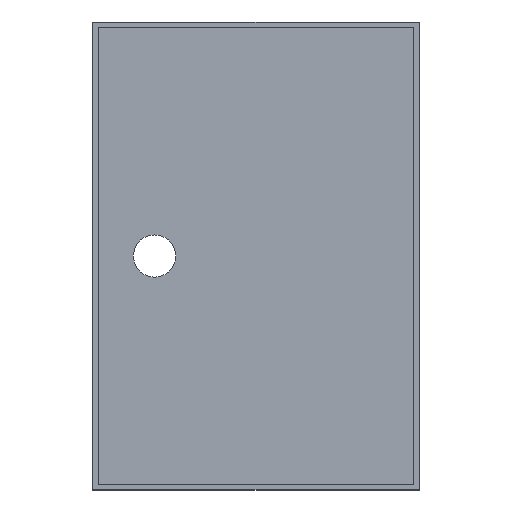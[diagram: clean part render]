
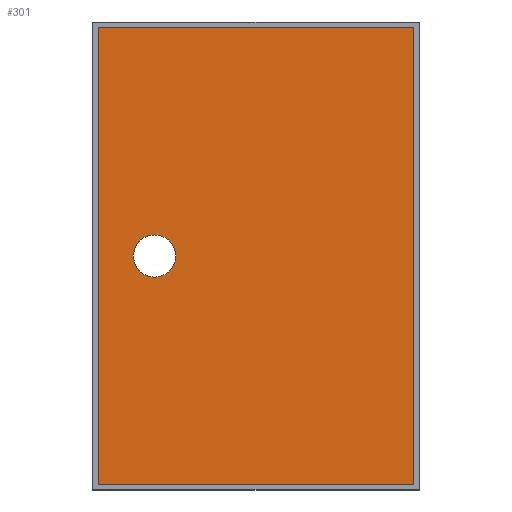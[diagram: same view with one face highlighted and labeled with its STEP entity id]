
A CAD part, top view. The second image highlights one B-rep face of the part: STEP entity #301.
In plain terms, the highlighted planar face has unit normal (0, 0, 1).
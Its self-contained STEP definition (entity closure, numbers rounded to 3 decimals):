
#15=FACE_BOUND('',#59,.T.);
#26=PLANE('',#341);
#42=FACE_OUTER_BOUND('',#58,.T.);
#58=EDGE_LOOP('',(#233,#234,#235,#236));
#59=EDGE_LOOP('',(#237));
#85=LINE('',#469,#114);
#86=LINE('',#471,#115);
#87=LINE('',#473,#116);
#88=LINE('',#474,#117);
#114=VECTOR('',#391,10.);
#115=VECTOR('',#392,10.);
#116=VECTOR('',#393,10.);
#117=VECTOR('',#394,10.);
#138=CIRCLE('',#327,7.5);
#148=VERTEX_POINT('',#437);
#158=VERTEX_POINT('',#467);
#159=VERTEX_POINT('',#468);
#160=VERTEX_POINT('',#470);
#161=VERTEX_POINT('',#472);
#174=EDGE_CURVE('',#148,#148,#138,.T.);
#189=EDGE_CURVE('',#158,#159,#85,.T.);
#190=EDGE_CURVE('',#160,#158,#86,.T.);
#191=EDGE_CURVE('',#161,#160,#87,.T.);
#192=EDGE_CURVE('',#159,#161,#88,.T.);
#233=ORIENTED_EDGE('',*,*,#189,.F.);
#234=ORIENTED_EDGE('',*,*,#190,.F.);
#235=ORIENTED_EDGE('',*,*,#191,.F.);
#236=ORIENTED_EDGE('',*,*,#192,.F.);
#237=ORIENTED_EDGE('',*,*,#174,.T.);
#301=ADVANCED_FACE('',(#42,#15),#26,.T.);
#327=AXIS2_PLACEMENT_3D('',#438,#356,#357);
#341=AXIS2_PLACEMENT_3D('',#466,#389,#390);
#356=DIRECTION('center_axis',(0.,0.,-1.));
#357=DIRECTION('ref_axis',(1.,0.,0.));
#389=DIRECTION('center_axis',(0.,0.,1.));
#390=DIRECTION('ref_axis',(0.,-1.,0.));
#391=DIRECTION('',(-1.,0.,0.));
#392=DIRECTION('',(0.,-1.,0.));
#393=DIRECTION('',(1.,0.,0.));
#394=DIRECTION('',(0.,1.,0.));
#437=CARTESIAN_POINT('',(19.5,-58.,2.));
#438=CARTESIAN_POINT('Origin',(27.,-58.,2.));
#466=CARTESIAN_POINT('Origin',(63.,-58.,2.));
#467=CARTESIAN_POINT('',(119.,-139.,2.));
#468=CARTESIAN_POINT('',(7.,-139.,2.));
#469=CARTESIAN_POINT('',(63.,-139.,2.));
#470=CARTESIAN_POINT('',(119.,23.,2.));
#471=CARTESIAN_POINT('',(119.,-58.,2.));
#472=CARTESIAN_POINT('',(7.,23.,2.));
#473=CARTESIAN_POINT('',(63.,23.,2.));
#474=CARTESIAN_POINT('',(7.,-58.,2.));
